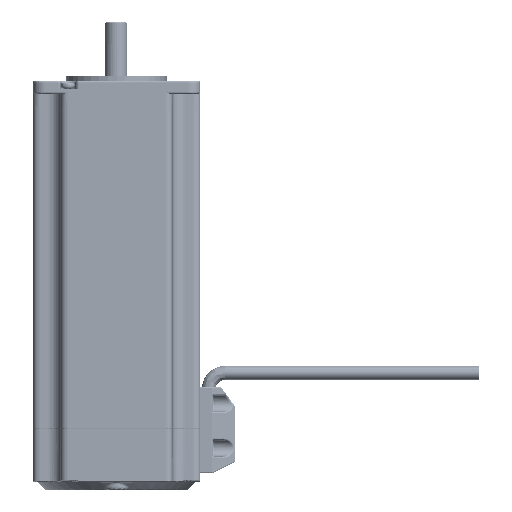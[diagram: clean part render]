
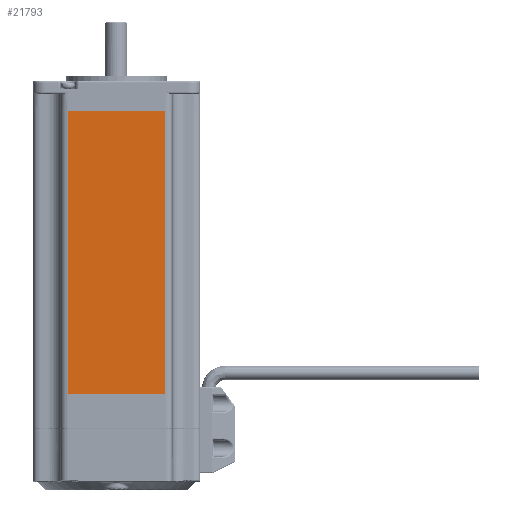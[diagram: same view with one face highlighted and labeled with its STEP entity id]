
A CAD part, left-side view. The second image highlights one B-rep face of the part: STEP entity #21793.
In plain terms, the highlighted planar face has unit normal (-1, 0, 0).
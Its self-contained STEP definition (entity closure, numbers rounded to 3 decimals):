
#21735=CARTESIAN_POINT('',(-30.,17.5,30.75));
#21736=VERTEX_POINT('',#21735);
#21745=CARTESIAN_POINT('',(-30.,17.5,-70.75));
#21746=VERTEX_POINT('',#21745);
#21754=CARTESIAN_POINT('',(-30.,17.5,-70.75));
#21755=DIRECTION('',(0.,0.,1.));
#21756=VECTOR('',#21755,101.5);
#21757=LINE('',#21754,#21756);
#21758=EDGE_CURVE('',#21746,#21736,#21757,.T.);
#21763=CARTESIAN_POINT('',(-30.,17.5,30.75));
#21764=DIRECTION('',(1.,0.,0.));
#21765=DIRECTION('',(0.,0.,-1.));
#21766=AXIS2_PLACEMENT_3D('',#21763,#21764,#21765);
#21767=PLANE('',#21766);
#21768=CARTESIAN_POINT('',(-30.,-17.5,30.75));
#21769=VERTEX_POINT('',#21768);
#21770=CARTESIAN_POINT('',(-30.,-17.5,-70.75));
#21771=VERTEX_POINT('',#21770);
#21772=CARTESIAN_POINT('',(-30.,-17.5,30.75));
#21773=DIRECTION('',(0.,0.,-1.));
#21774=VECTOR('',#21773,101.5);
#21775=LINE('',#21772,#21774);
#21776=EDGE_CURVE('',#21769,#21771,#21775,.T.);
#21777=ORIENTED_EDGE('',*,*,#21776,.F.);
#21778=CARTESIAN_POINT('',(-30.,17.5,30.75));
#21779=DIRECTION('',(0.,-1.,0.));
#21780=VECTOR('',#21779,35.);
#21781=LINE('',#21778,#21780);
#21782=EDGE_CURVE('',#21736,#21769,#21781,.T.);
#21783=ORIENTED_EDGE('',*,*,#21782,.F.);
#21784=ORIENTED_EDGE('',*,*,#21758,.F.);
#21785=CARTESIAN_POINT('',(-30.,-17.5,-70.75));
#21786=DIRECTION('',(0.,1.,0.));
#21787=VECTOR('',#21786,35.);
#21788=LINE('',#21785,#21787);
#21789=EDGE_CURVE('',#21771,#21746,#21788,.T.);
#21790=ORIENTED_EDGE('',*,*,#21789,.F.);
#21791=EDGE_LOOP('',(#21777,#21783,#21784,#21790));
#21792=FACE_BOUND('',#21791,.T.);
#21793=ADVANCED_FACE('NONE',(#21792),#21767,.F.);
